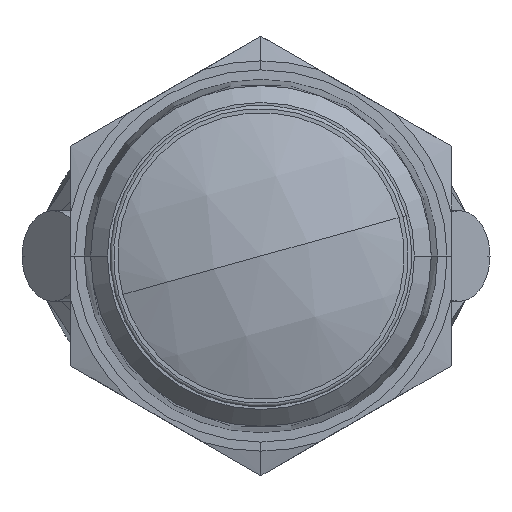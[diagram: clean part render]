
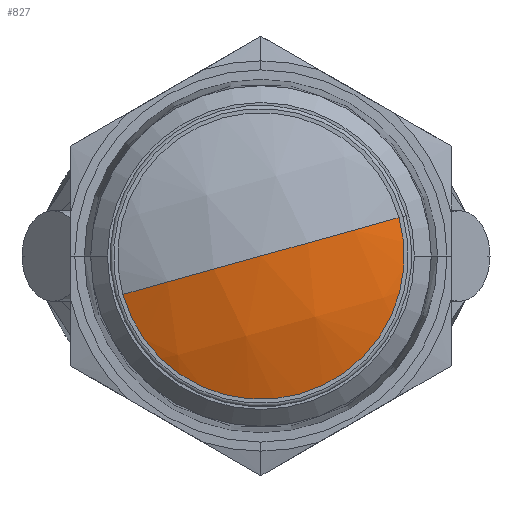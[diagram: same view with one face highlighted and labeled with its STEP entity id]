
A CAD part, front view. The second image highlights one B-rep face of the part: STEP entity #827.
In plain terms, the highlighted spherical face has radius 17.374 mm.
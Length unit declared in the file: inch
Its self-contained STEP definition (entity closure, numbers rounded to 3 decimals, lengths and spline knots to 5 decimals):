
#713 = EDGE_CURVE ( 'NONE', #4788, #1973, #3957, .T. ) ;
#795 = CARTESIAN_POINT ( 'NONE',  ( 0., -1.603, 0. ) ) ;
#827 = ADVANCED_FACE ( 'NONE', ( #838 ), #2817, .T. ) ;
#838 = FACE_OUTER_BOUND ( 'NONE', #5706, .T. ) ;
#1075 = CARTESIAN_POINT ( 'NONE',  ( 0., -0.919, 0. ) ) ;
#1291 = AXIS2_PLACEMENT_3D ( 'NONE', #1944, #5386, #2402 ) ;
#1549 = CARTESIAN_POINT ( 'NONE',  ( 0., -0.919, 0. ) ) ;
#1562 = DIRECTION ( 'NONE',  ( -0.963, 0., -0.268 ) ) ;
#1629 = ORIENTED_EDGE ( 'NONE', *, *, #4426, .F. ) ;
#1764 = AXIS2_PLACEMENT_3D ( 'NONE', #1075, #4526, #1562 ) ;
#1944 = CARTESIAN_POINT ( 'NONE',  ( 0., -0.919, 0. ) ) ;
#1973 = VERTEX_POINT ( 'NONE', #2104 ) ;
#2033 = DIRECTION ( 'NONE',  ( 0.963, 0., 0.268 ) ) ;
#2104 = CARTESIAN_POINT ( 'NONE',  ( 0.24967, -1.552, 0.06951 ) ) ;
#2339 = EDGE_CURVE ( 'NONE', #1973, #3642, #3456, .T. ) ;
#2343 = CIRCLE ( 'NONE', #4304, 0.684 ) ;
#2402 = DIRECTION ( 'NONE',  ( -0.963, 0., -0.268 ) ) ;
#2621 = DIRECTION ( 'NONE',  ( 0., -1., 0. ) ) ;
#2817 = SPHERICAL_SURFACE ( 'NONE', #1764, 0.684 ) ;
#3456 = CIRCLE ( 'NONE', #1291, 0.684 ) ;
#3642 = VERTEX_POINT ( 'NONE', #795 ) ;
#3902 = CARTESIAN_POINT ( 'NONE',  ( -0.24967, -1.552, -0.06951 ) ) ;
#3957 = CIRCLE ( 'NONE', #5306, 0.25917 ) ;
#4304 = AXIS2_PLACEMENT_3D ( 'NONE', #1549, #4991, #2033 ) ;
#4409 = ORIENTED_EDGE ( 'NONE', *, *, #713, .T. ) ;
#4426 = EDGE_CURVE ( 'NONE', #4788, #3642, #2343, .T. ) ;
#4526 = DIRECTION ( 'NONE',  ( 0.268, 0., -0.963 ) ) ;
#4788 = VERTEX_POINT ( 'NONE', #3902 ) ;
#4991 = DIRECTION ( 'NONE',  ( -0.268, 0., 0.963 ) ) ;
#5138 = ORIENTED_EDGE ( 'NONE', *, *, #2339, .T. ) ;
#5306 = AXIS2_PLACEMENT_3D ( 'NONE', #5591, #2621, #6074 ) ;
#5386 = DIRECTION ( 'NONE',  ( 0.268, 0., -0.963 ) ) ;
#5591 = CARTESIAN_POINT ( 'NONE',  ( 0., -1.552, 0. ) ) ;
#5706 = EDGE_LOOP ( 'NONE', ( #4409, #5138, #1629 ) ) ;
#6074 = DIRECTION ( 'NONE',  ( 0.963, 0., 0.268 ) ) ;
